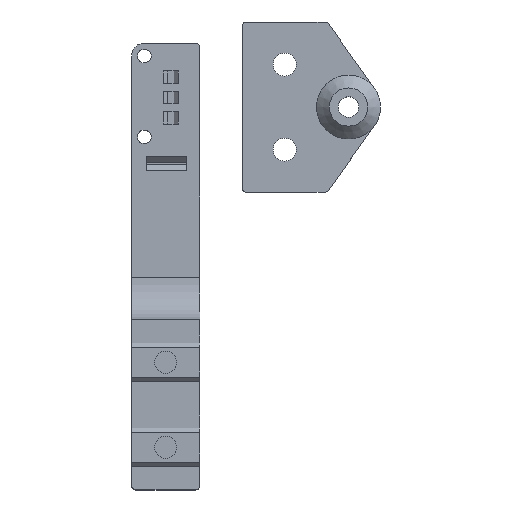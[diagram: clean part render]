
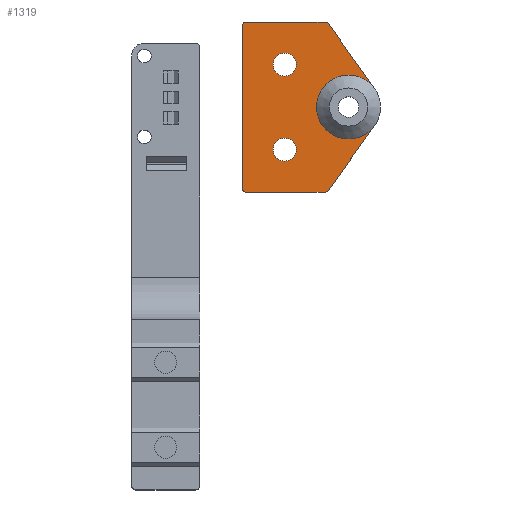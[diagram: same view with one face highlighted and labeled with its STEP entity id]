
A CAD part, top view. The second image highlights one B-rep face of the part: STEP entity #1319.
In plain terms, the highlighted planar face has unit normal (0, 0, 1).
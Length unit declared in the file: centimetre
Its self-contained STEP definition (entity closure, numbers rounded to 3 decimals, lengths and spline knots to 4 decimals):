
#34=FACE_BOUND($,#251,.T.);
#35=FACE_BOUND($,#252,.T.);
#94=PLANE($,#1423);
#158=FACE_OUTER_BOUND($,#250,.T.);
#250=EDGE_LOOP($,(#1172,#1173,#1174,#1175,#1176,#1177,#1178,#1179,#1180,
#1181));
#251=EDGE_LOOP($,(#1182));
#252=EDGE_LOOP($,(#1183));
#394=LINE($,#2126,#530);
#397=LINE($,#2132,#533);
#398=LINE($,#2136,#534);
#399=LINE($,#2140,#535);
#400=LINE($,#2144,#536);
#530=VECTOR($,#1742,1.8686);
#533=VECTOR($,#1747,1.8484);
#534=VECTOR($,#1750,3.8);
#535=VECTOR($,#1753,1.8484);
#536=VECTOR($,#1756,1.8686);
#571=CIRCLE($,#1421,0.1);
#572=CIRCLE($,#1424,0.1);
#573=CIRCLE($,#1425,0.1);
#574=CIRCLE($,#1426,0.1);
#575=CIRCLE($,#1427,0.75);
#576=CIRCLE($,#1428,0.27);
#577=CIRCLE($,#1429,0.27);
#686=VERTEX_POINT($,#2119);
#687=VERTEX_POINT($,#2121);
#688=VERTEX_POINT($,#2125);
#690=VERTEX_POINT($,#2131);
#691=VERTEX_POINT($,#2133);
#692=VERTEX_POINT($,#2135);
#693=VERTEX_POINT($,#2137);
#694=VERTEX_POINT($,#2139);
#695=VERTEX_POINT($,#2141);
#696=VERTEX_POINT($,#2143);
#697=VERTEX_POINT($,#2146);
#698=VERTEX_POINT($,#2148);
#852=EDGE_CURVE($,#686,#687,#571,.T.);
#854=EDGE_CURVE($,#687,#688,#394,.T.);
#857=EDGE_CURVE($,#690,#686,#397,.T.);
#858=EDGE_CURVE($,#691,#690,#572,.T.);
#859=EDGE_CURVE($,#692,#691,#398,.T.);
#860=EDGE_CURVE($,#693,#692,#573,.T.);
#861=EDGE_CURVE($,#694,#693,#399,.T.);
#862=EDGE_CURVE($,#695,#694,#574,.T.);
#863=EDGE_CURVE($,#695,#696,#400,.T.);
#864=EDGE_CURVE($,#696,#688,#575,.T.);
#865=EDGE_CURVE($,#697,#697,#576,.T.);
#866=EDGE_CURVE($,#698,#698,#577,.T.);
#1172=ORIENTED_EDGE($,*,*,#852,.F.);
#1173=ORIENTED_EDGE($,*,*,#857,.F.);
#1174=ORIENTED_EDGE($,*,*,#858,.F.);
#1175=ORIENTED_EDGE($,*,*,#859,.F.);
#1176=ORIENTED_EDGE($,*,*,#860,.F.);
#1177=ORIENTED_EDGE($,*,*,#861,.F.);
#1178=ORIENTED_EDGE($,*,*,#862,.F.);
#1179=ORIENTED_EDGE($,*,*,#863,.T.);
#1180=ORIENTED_EDGE($,*,*,#864,.T.);
#1181=ORIENTED_EDGE($,*,*,#854,.F.);
#1182=ORIENTED_EDGE($,*,*,#865,.T.);
#1183=ORIENTED_EDGE($,*,*,#866,.T.);
#1319=ADVANCED_FACE($,(#158,#34,#35),#94,.T.);
#1421=AXIS2_PLACEMENT_3D($,#2122,#1737,#1738);
#1423=AXIS2_PLACEMENT_3D($,#2130,#1745,#1746);
#1424=AXIS2_PLACEMENT_3D($,#2134,#1748,#1749);
#1425=AXIS2_PLACEMENT_3D($,#2138,#1751,#1752);
#1426=AXIS2_PLACEMENT_3D($,#2142,#1754,#1755);
#1427=AXIS2_PLACEMENT_3D($,#2145,#1757,#1758);
#1428=AXIS2_PLACEMENT_3D($,#2147,#1759,#1760);
#1429=AXIS2_PLACEMENT_3D($,#2149,#1761,#1762);
#1737=DIRECTION('center_axis',(0.,0.,-1.));
#1738=DIRECTION('ref_axis',(0.459,0.888,0.));
#1742=DIRECTION($,(0.579,-0.815,0.));
#1745=DIRECTION('center_axis',(0.,0.,1.));
#1746=DIRECTION('ref_axis',(1.,0.,0.));
#1747=DIRECTION($,(1.,0.,0.));
#1748=DIRECTION('center_axis',(0.,0.,-1.));
#1749=DIRECTION('ref_axis',(-0.707,0.707,0.));
#1750=DIRECTION($,(0.,1.,0.));
#1751=DIRECTION('center_axis',(0.,0.,-1.));
#1752=DIRECTION('ref_axis',(-0.707,-0.707,0.));
#1753=DIRECTION($,(-1.,0.,0.));
#1754=DIRECTION('center_axis',(0.,0.,-1.));
#1755=DIRECTION('ref_axis',(0.459,-0.888,0.));
#1756=DIRECTION($,(0.579,0.815,0.));
#1757=DIRECTION('center_axis',(0.,0.,-1.));
#1758=DIRECTION('ref_axis',(1.,0.,0.));
#1759=DIRECTION('center_axis',(0.,0.,-1.));
#1760=DIRECTION('ref_axis',(1.,0.,0.));
#1761=DIRECTION('center_axis',(0.,0.,-1.));
#1762=DIRECTION('ref_axis',(1.,0.,0.));
#2119=CARTESIAN_POINT('',(2.9484,4.,0.));
#2121=CARTESIAN_POINT('',(3.0299,3.9579,0.));
#2122=CARTESIAN_POINT('Origin',(2.9484,3.9,0.));
#2125=CARTESIAN_POINT('',(4.1116,2.4341,0.));
#2126=CARTESIAN_POINT($,(3.,4.,0.));
#2130=CARTESIAN_POINT('Origin',(2.625,2.,0.));
#2131=CARTESIAN_POINT('',(1.1,4.,0.));
#2132=CARTESIAN_POINT($,(1.,4.,0.));
#2133=CARTESIAN_POINT('',(1.,3.9,0.));
#2134=CARTESIAN_POINT('Origin',(1.1,3.9,0.));
#2135=CARTESIAN_POINT('',(1.,0.1,0.));
#2136=CARTESIAN_POINT($,(1.,0.,0.));
#2137=CARTESIAN_POINT('',(1.1,0.,0.));
#2138=CARTESIAN_POINT('Origin',(1.1,0.1,0.));
#2139=CARTESIAN_POINT('',(2.9484,0.,0.));
#2140=CARTESIAN_POINT($,(3.,0.,0.));
#2141=CARTESIAN_POINT('',(3.0299,0.0421,0.));
#2142=CARTESIAN_POINT('Origin',(2.9484,0.1,0.));
#2143=CARTESIAN_POINT('',(4.1116,1.5659,0.));
#2144=CARTESIAN_POINT($,(3.,0.,0.));
#2145=CARTESIAN_POINT('Origin',(3.5,2.,0.));
#2146=CARTESIAN_POINT('',(1.73,1.,0.));
#2147=CARTESIAN_POINT('Origin',(2.,1.,0.));
#2148=CARTESIAN_POINT('',(1.73,3.,0.));
#2149=CARTESIAN_POINT('Origin',(2.,3.,0.));
